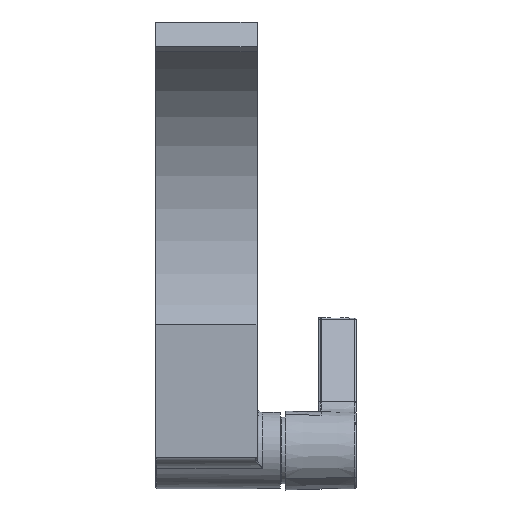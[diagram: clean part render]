
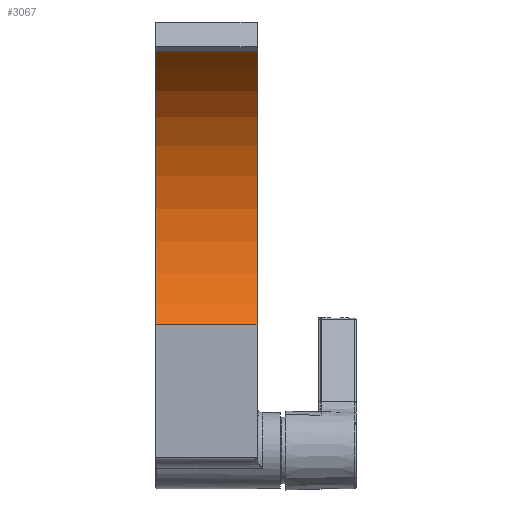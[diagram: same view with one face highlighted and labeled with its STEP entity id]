
A CAD part, front view. The second image highlights one B-rep face of the part: STEP entity #3067.
In plain terms, the highlighted cylindrical face has radius 93.3 mm (diameter 186.6 mm), a partial arc.
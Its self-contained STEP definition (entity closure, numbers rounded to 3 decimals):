
#97 = DIRECTION ( 'NONE',  ( -1., 0., 0. ) ) ;
#189 = CARTESIAN_POINT ( 'NONE',  ( 24., 5., 6.6 ) ) ;
#231 = VERTEX_POINT ( 'NONE', #3172 ) ;
#451 = ORIENTED_EDGE ( 'NONE', *, *, #2586, .T. ) ;
#542 = CARTESIAN_POINT ( 'NONE',  ( -24., 5., 6.6 ) ) ;
#650 = LINE ( 'NONE', #189, #2667 ) ;
#663 = DIRECTION ( 'NONE',  ( 0., 0., -1. ) ) ;
#819 = EDGE_LOOP ( 'NONE', ( #4390, #1952, #985, #451 ) ) ;
#844 = CARTESIAN_POINT ( 'NONE',  ( -24., 48.586, 182.393 ) ) ;
#903 = CIRCLE ( 'NONE', #1761, 93.3 ) ;
#985 = ORIENTED_EDGE ( 'NONE', *, *, #4630, .F. ) ;
#1035 = EDGE_CURVE ( 'NONE', #2453, #3903, #903, .T. ) ;
#1188 = CARTESIAN_POINT ( 'NONE',  ( 24., 5., 6.6 ) ) ;
#1277 = DIRECTION ( 'NONE',  ( 0., 0., 1. ) ) ;
#1418 = AXIS2_PLACEMENT_3D ( 'NONE', #1693, #4429, #2088 ) ;
#1422 = CIRCLE ( 'NONE', #1418, 93.3 ) ;
#1693 = CARTESIAN_POINT ( 'NONE',  ( 24., 5., 99.9 ) ) ;
#1761 = AXIS2_PLACEMENT_3D ( 'NONE', #1916, #4265, #663 ) ;
#1794 = VECTOR ( 'NONE', #97, 1000. ) ;
#1916 = CARTESIAN_POINT ( 'NONE',  ( -24., 5., 99.9 ) ) ;
#1952 = ORIENTED_EDGE ( 'NONE', *, *, #2100, .F. ) ;
#2051 = DIRECTION ( 'NONE',  ( -1., 0., 0. ) ) ;
#2088 = DIRECTION ( 'NONE',  ( 0., 0., -1. ) ) ;
#2100 = EDGE_CURVE ( 'NONE', #2882, #3903, #650, .T. ) ;
#2118 = CARTESIAN_POINT ( 'NONE',  ( 24., 48.586, 182.393 ) ) ;
#2285 = FACE_OUTER_BOUND ( 'NONE', #819, .T. ) ;
#2453 = VERTEX_POINT ( 'NONE', #844 ) ;
#2586 = EDGE_CURVE ( 'NONE', #231, #2453, #2727, .T. ) ;
#2667 = VECTOR ( 'NONE', #2991, 1000. ) ;
#2727 = LINE ( 'NONE', #2118, #1794 ) ;
#2865 = AXIS2_PLACEMENT_3D ( 'NONE', #3225, #2051, #1277 ) ;
#2882 = VERTEX_POINT ( 'NONE', #1188 ) ;
#2991 = DIRECTION ( 'NONE',  ( -1., 0., 0. ) ) ;
#3067 = ADVANCED_FACE ( 'NONE', ( #2285 ), #4237, .F. ) ;
#3172 = CARTESIAN_POINT ( 'NONE',  ( 24., 48.586, 182.393 ) ) ;
#3225 = CARTESIAN_POINT ( 'NONE',  ( 24., 5., 99.9 ) ) ;
#3903 = VERTEX_POINT ( 'NONE', #542 ) ;
#4237 = CYLINDRICAL_SURFACE ( 'NONE', #2865, 93.3 ) ;
#4265 = DIRECTION ( 'NONE',  ( -1., 0., 0. ) ) ;
#4390 = ORIENTED_EDGE ( 'NONE', *, *, #1035, .T. ) ;
#4429 = DIRECTION ( 'NONE',  ( -1., 0., 0. ) ) ;
#4630 = EDGE_CURVE ( 'NONE', #231, #2882, #1422, .T. ) ;
